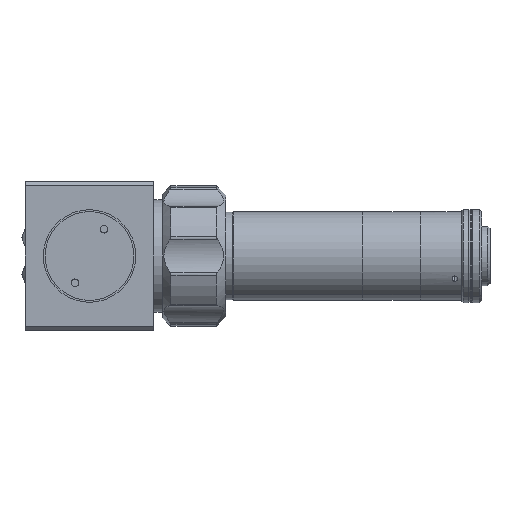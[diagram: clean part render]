
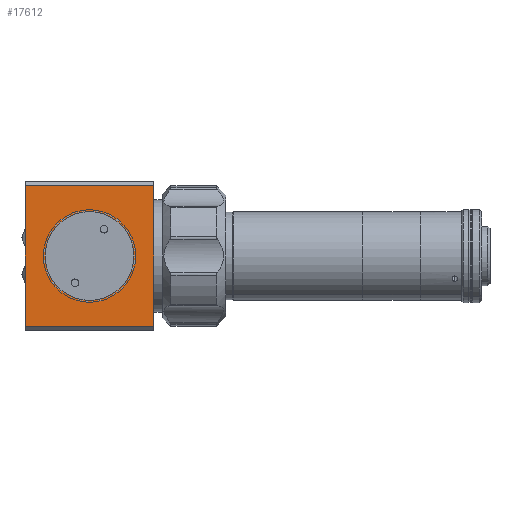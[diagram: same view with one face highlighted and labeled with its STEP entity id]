
A CAD part, front view. The second image highlights one B-rep face of the part: STEP entity #17612.
In plain terms, the highlighted planar face has unit normal (0, -1, 0).
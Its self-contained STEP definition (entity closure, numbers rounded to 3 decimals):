
#317 = CARTESIAN_POINT ( 'NONE',  ( -27.5, -27.5, -30. ) ) ;
#376 = EDGE_LOOP ( 'NONE', ( #15485, #11830, #6855, #13508 ) ) ;
#1084 = CIRCLE ( 'NONE', #13341, 19. ) ;
#1201 = DIRECTION ( 'NONE',  ( 0., 0., 1. ) ) ;
#1341 = DIRECTION ( 'NONE',  ( 0., 0., 1. ) ) ;
#1567 = CARTESIAN_POINT ( 'NONE',  ( -27.5, -27.5, 30. ) ) ;
#1861 = ORIENTED_EDGE ( 'NONE', *, *, #6733, .T. ) ;
#2329 = VECTOR ( 'NONE', #10588, 1000. ) ;
#2456 = EDGE_CURVE ( 'NONE', #2484, #6332, #17737, .T. ) ;
#2484 = VERTEX_POINT ( 'NONE', #317 ) ;
#2771 = ORIENTED_EDGE ( 'NONE', *, *, #7156, .T. ) ;
#3123 = FACE_BOUND ( 'NONE', #6005, .T. ) ;
#4894 = CARTESIAN_POINT ( 'NONE',  ( 0., -27.5, 0. ) ) ;
#5974 = CARTESIAN_POINT ( 'NONE',  ( 27.5, -27.5, -30. ) ) ;
#6005 = EDGE_LOOP ( 'NONE', ( #1861, #2771 ) ) ;
#6201 = DIRECTION ( 'NONE',  ( 1., 0., 0. ) ) ;
#6307 = DIRECTION ( 'NONE',  ( 0., 0., 1. ) ) ;
#6332 = VERTEX_POINT ( 'NONE', #5974 ) ;
#6644 = CARTESIAN_POINT ( 'NONE',  ( 0., -27.5, 19. ) ) ;
#6733 = EDGE_CURVE ( 'NONE', #14965, #11597, #13382, .T. ) ;
#6855 = ORIENTED_EDGE ( 'NONE', *, *, #14540, .F. ) ;
#7156 = EDGE_CURVE ( 'NONE', #11597, #14965, #1084, .T. ) ;
#7176 = AXIS2_PLACEMENT_3D ( 'NONE', #18183, #9659, #1201 ) ;
#7826 = EDGE_CURVE ( 'NONE', #8773, #14960, #14326, .T. ) ;
#7997 = DIRECTION ( 'NONE',  ( 0., 0., -1. ) ) ;
#8773 = VERTEX_POINT ( 'NONE', #15999 ) ;
#8848 = EDGE_CURVE ( 'NONE', #14960, #2484, #13157, .T. ) ;
#9092 = CARTESIAN_POINT ( 'NONE',  ( 27.5, -27.5, -30. ) ) ;
#9659 = DIRECTION ( 'NONE',  ( 0., 1., 0. ) ) ;
#9716 = VECTOR ( 'NONE', #6201, 1000. ) ;
#9809 = DIRECTION ( 'NONE',  ( 0., 1., 0. ) ) ;
#10531 = VECTOR ( 'NONE', #11437, 1000. ) ;
#10588 = DIRECTION ( 'NONE',  ( 0., 0., -1. ) ) ;
#10883 = CARTESIAN_POINT ( 'NONE',  ( -27.5, -27.5, 30. ) ) ;
#11437 = DIRECTION ( 'NONE',  ( -1., 0., 0. ) ) ;
#11502 = LINE ( 'NONE', #16481, #14843 ) ;
#11597 = VERTEX_POINT ( 'NONE', #14233 ) ;
#11830 = ORIENTED_EDGE ( 'NONE', *, *, #2456, .T. ) ;
#13157 = LINE ( 'NONE', #13381, #2329 ) ;
#13341 = AXIS2_PLACEMENT_3D ( 'NONE', #4894, #14791, #6307 ) ;
#13381 = CARTESIAN_POINT ( 'NONE',  ( -27.5, -27.5, 32. ) ) ;
#13382 = CIRCLE ( 'NONE', #17062, 19. ) ;
#13508 = ORIENTED_EDGE ( 'NONE', *, *, #7826, .T. ) ;
#14008 = FACE_OUTER_BOUND ( 'NONE', #376, .T. ) ;
#14233 = CARTESIAN_POINT ( 'NONE',  ( 0., -27.5, -19. ) ) ;
#14326 = LINE ( 'NONE', #1567, #10531 ) ;
#14540 = EDGE_CURVE ( 'NONE', #8773, #6332, #11502, .T. ) ;
#14791 = DIRECTION ( 'NONE',  ( 0., 1., 0. ) ) ;
#14843 = VECTOR ( 'NONE', #7997, 1000. ) ;
#14960 = VERTEX_POINT ( 'NONE', #10883 ) ;
#14965 = VERTEX_POINT ( 'NONE', #6644 ) ;
#15485 = ORIENTED_EDGE ( 'NONE', *, *, #8848, .T. ) ;
#15999 = CARTESIAN_POINT ( 'NONE',  ( 27.5, -27.5, 30. ) ) ;
#16481 = CARTESIAN_POINT ( 'NONE',  ( 27.5, -27.5, 32. ) ) ;
#16671 = PLANE ( 'NONE',  #7176 ) ;
#17062 = AXIS2_PLACEMENT_3D ( 'NONE', #18308, #9809, #1341 ) ;
#17612 = ADVANCED_FACE ( 'NONE', ( #3123, #14008 ), #16671, .F. ) ;
#17737 = LINE ( 'NONE', #9092, #9716 ) ;
#18183 = CARTESIAN_POINT ( 'NONE',  ( -27.5, -27.5, 32. ) ) ;
#18308 = CARTESIAN_POINT ( 'NONE',  ( 0., -27.5, 0. ) ) ;
